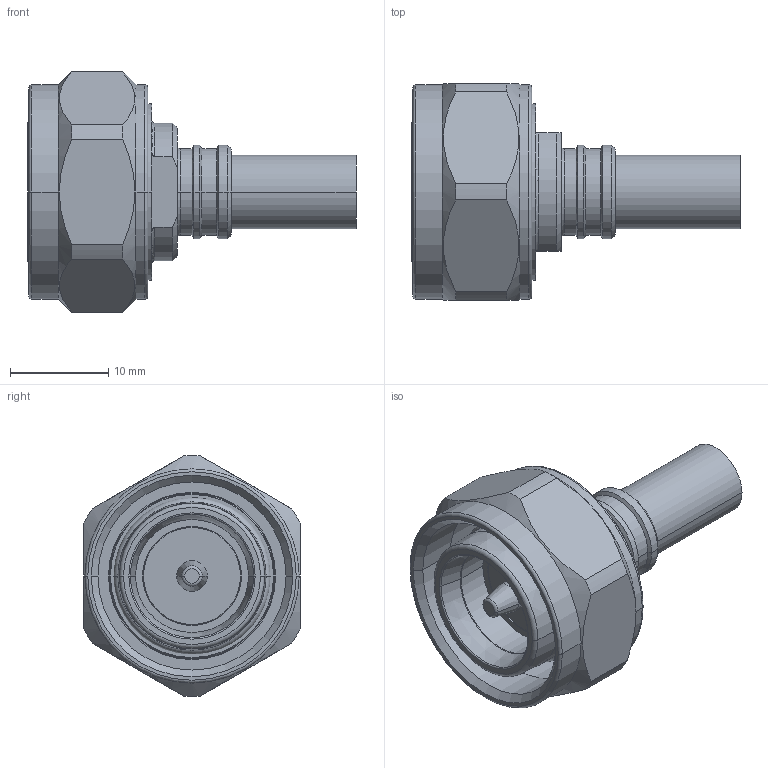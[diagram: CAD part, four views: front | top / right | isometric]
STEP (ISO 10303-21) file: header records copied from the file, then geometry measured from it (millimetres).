
FILE_DESCRIPTION (( 'STEP AP203' ), '1' );
FILE_NAME ('3190-6386.STEP', '2018-03-22T02:56:07', ( '' ), ( '' ), 'SwSTEP 2.0', 'SolidWorks 2017', '' );
FILE_SCHEMA (( 'CONFIG_CONTROL_DESIGN' ));
Length unit declared in the file: millimetre
Products named in the file (1): 3190-6386
Bounding box: 33.4 x 22 x 24.49 mm (x, y, z)
Volume: 4158 mm3; surface area: 4509.6 mm2
Topology: 1 solids, 1 shells, 147 faces, 312 edges, 184 vertices
Faces by surface type: cone 50, cylinder 48, plane 27, torus 22
Entity records: 4163 total; most frequent: CARTESIAN_POINT 828, DIRECTION 764, ORIENTED_EDGE 624, AXIS2_PLACEMENT_3D 328, EDGE_CURVE 312, VERTEX_POINT 184, CIRCLE 180, EDGE_LOOP 164
